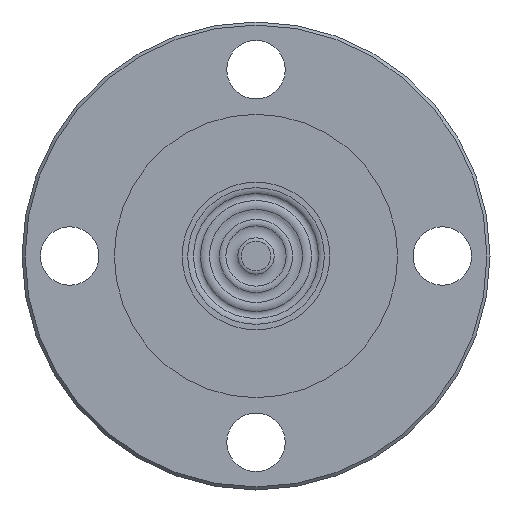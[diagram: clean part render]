
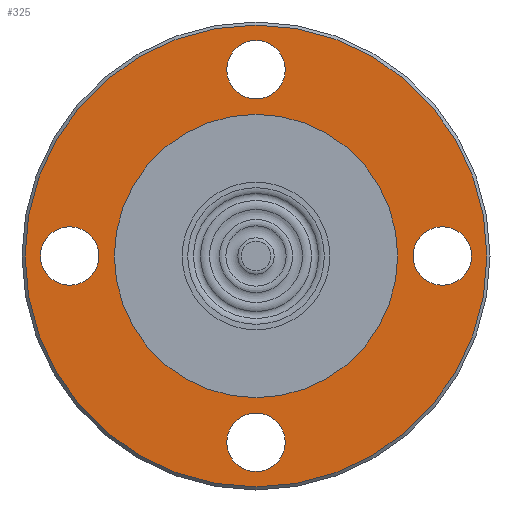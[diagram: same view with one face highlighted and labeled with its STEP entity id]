
A CAD part, front view. The second image highlights one B-rep face of the part: STEP entity #325.
In plain terms, the highlighted planar face has unit normal (0, -1, 0).
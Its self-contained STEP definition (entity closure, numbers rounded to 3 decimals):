
#28=PLANE('',#373);
#49=FACE_BOUND('',#123,.T.);
#50=FACE_BOUND('',#124,.T.);
#51=FACE_BOUND('',#125,.T.);
#52=FACE_BOUND('',#126,.T.);
#53=FACE_BOUND('',#127,.T.);
#78=FACE_OUTER_BOUND('',#122,.T.);
#122=EDGE_LOOP('',(#272));
#123=EDGE_LOOP('',(#273));
#124=EDGE_LOOP('',(#274));
#125=EDGE_LOOP('',(#275));
#126=EDGE_LOOP('',(#276));
#127=EDGE_LOOP('',(#277));
#152=CIRCLE('',#342,9.5);
#154=CIRCLE('',#345,9.5);
#156=CIRCLE('',#348,9.5);
#158=CIRCLE('',#351,9.5);
#170=CIRCLE('',#372,75.);
#171=CIRCLE('',#374,46.);
#182=VERTEX_POINT('',#516);
#184=VERTEX_POINT('',#521);
#186=VERTEX_POINT('',#526);
#188=VERTEX_POINT('',#531);
#200=VERTEX_POINT('',#564);
#201=VERTEX_POINT('',#567);
#212=EDGE_CURVE('',#182,#182,#152,.T.);
#214=EDGE_CURVE('',#184,#184,#154,.T.);
#216=EDGE_CURVE('',#186,#186,#156,.T.);
#218=EDGE_CURVE('',#188,#188,#158,.T.);
#230=EDGE_CURVE('',#200,#200,#170,.T.);
#231=EDGE_CURVE('',#201,#201,#171,.T.);
#272=ORIENTED_EDGE('',*,*,#230,.T.);
#273=ORIENTED_EDGE('',*,*,#212,.T.);
#274=ORIENTED_EDGE('',*,*,#214,.T.);
#275=ORIENTED_EDGE('',*,*,#216,.T.);
#276=ORIENTED_EDGE('',*,*,#218,.T.);
#277=ORIENTED_EDGE('',*,*,#231,.F.);
#325=ADVANCED_FACE('',(#78,#49,#50,#51,#52,#53),#28,.T.);
#342=AXIS2_PLACEMENT_3D('',#517,#402,#403);
#345=AXIS2_PLACEMENT_3D('',#522,#408,#409);
#348=AXIS2_PLACEMENT_3D('',#527,#414,#415);
#351=AXIS2_PLACEMENT_3D('',#532,#420,#421);
#372=AXIS2_PLACEMENT_3D('',#565,#462,#463);
#373=AXIS2_PLACEMENT_3D('',#566,#464,#465);
#374=AXIS2_PLACEMENT_3D('',#568,#466,#467);
#402=DIRECTION('center_axis',(0.,1.,0.));
#403=DIRECTION('ref_axis',(0.,0.,-1.));
#408=DIRECTION('center_axis',(0.,1.,0.));
#409=DIRECTION('ref_axis',(1.,0.,0.));
#414=DIRECTION('center_axis',(0.,1.,0.));
#415=DIRECTION('ref_axis',(0.,0.,1.));
#420=DIRECTION('center_axis',(0.,1.,0.));
#421=DIRECTION('ref_axis',(-1.,0.,0.));
#462=DIRECTION('center_axis',(0.,-1.,0.));
#463=DIRECTION('ref_axis',(1.,0.,0.));
#464=DIRECTION('center_axis',(0.,-1.,0.));
#465=DIRECTION('ref_axis',(0.,0.,-1.));
#466=DIRECTION('center_axis',(0.,-1.,0.));
#467=DIRECTION('ref_axis',(1.,0.,0.));
#516=CARTESIAN_POINT('',(60.5,1.5,9.5));
#517=CARTESIAN_POINT('Origin',(60.5,1.5,0.));
#521=CARTESIAN_POINT('',(-9.5,1.5,60.5));
#522=CARTESIAN_POINT('Origin',(0.,1.5,60.5));
#526=CARTESIAN_POINT('',(-60.5,1.5,-9.5));
#527=CARTESIAN_POINT('Origin',(-60.5,1.5,0.));
#531=CARTESIAN_POINT('',(9.5,1.5,-60.5));
#532=CARTESIAN_POINT('Origin',(0.,1.5,-60.5));
#564=CARTESIAN_POINT('',(75.,1.5,0.));
#565=CARTESIAN_POINT('Origin',(0.,1.5,0.));
#566=CARTESIAN_POINT('Origin',(60.5,1.5,0.));
#567=CARTESIAN_POINT('',(46.,1.5,0.));
#568=CARTESIAN_POINT('Origin',(0.,1.5,0.));
